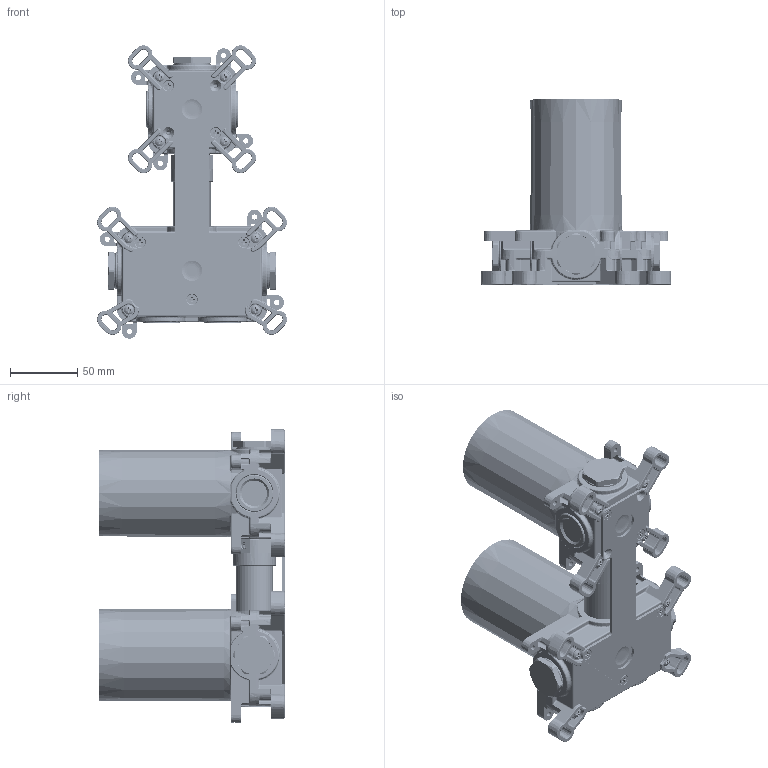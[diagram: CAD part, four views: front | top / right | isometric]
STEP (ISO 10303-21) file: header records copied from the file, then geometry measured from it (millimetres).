
FILE_DESCRIPTION(('CATIA V5 STEP Exchange','CAx-IF Rec.Pracs.--- Model Styling and Organization---1.5--- 2016-08-15','CAx-IF Rec.Pracs.---Supplemental Geometry---1.0---2011-11-01','CAx-IF Rec.Pracs.--- Composite Materials ---3.4---2017-06-13','CAx-IF Rec.Pracs.---Tessellated 3D Geometry---1.0---2015-12-17'),'2;1');
FILE_NAME('1 Uscite Verticale.stp','2024-06-07T14:06:41+00:00',('none'),('none'),'CATIA Version 5-6 Release 2020 SP2','CATIA V5 STEP AP242 v2','none');
FILE_SCHEMA(('AP242_MANAGED_MODEL_BASED_3D_ENGINEERING_MIM_LF {1 0 10303 442 1 1 4}'));
Products named in the file (1): 1UV
Bounding box: 141.07 x 137.5 x 217.91 mm (x, y, z)
Volume: 222436.9 mm3; surface area: 236016.5 mm2
Topology: 14 solids, 263 shells, 5910 faces, 16055 edges, 10095 vertices
Faces by surface type: cylinder 1828, bspline 1715, plane 1301, torus 458, cone 382, sphere 226
Entity records: 262950 total; most frequent: CARTESIAN_POINT 147289, ORIENTED_EDGE 30738, EDGE_CURVE 15653, DIRECTION 11529, VERTEX_POINT 10095, B_SPLINE_CURVE_WITH_KNOTS 8184, EDGE_LOOP 6069, ADVANCED_FACE 5910
